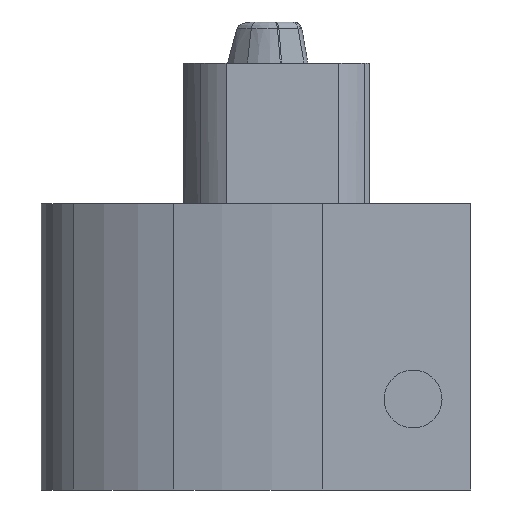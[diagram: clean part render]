
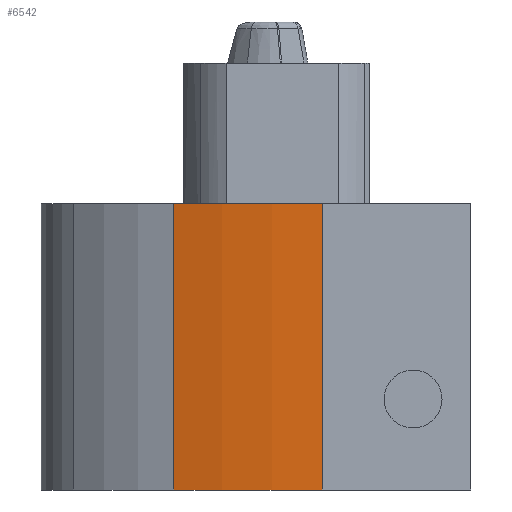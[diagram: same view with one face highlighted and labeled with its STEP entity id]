
A CAD part, left-side view. The second image highlights one B-rep face of the part: STEP entity #6542.
In plain terms, the highlighted cylindrical face has radius 30.7 mm (diameter 61.4 mm), a partial arc.
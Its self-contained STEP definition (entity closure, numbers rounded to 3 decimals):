
#147 = VERTEX_POINT ( 'NONE', #6055 ) ;
#184 = VERTEX_POINT ( 'NONE', #8965 ) ;
#321 = CIRCLE ( 'NONE', #8649, 30.7 ) ;
#980 = ORIENTED_EDGE ( 'NONE', *, *, #7454, .F. ) ;
#1380 = CARTESIAN_POINT ( 'NONE',  ( 21.5, 9., 17.3 ) ) ;
#1434 = VECTOR ( 'NONE', #8015, 1000. ) ;
#1875 = LINE ( 'NONE', #7590, #4495 ) ;
#2122 = CIRCLE ( 'NONE', #9055, 30.7 ) ;
#2254 = EDGE_CURVE ( 'NONE', #184, #7819, #2122, .T. ) ;
#3262 = CARTESIAN_POINT ( 'NONE',  ( 21.5, 9., 0. ) ) ;
#3379 = EDGE_CURVE ( 'NONE', #7289, #7819, #1875, .T. ) ;
#3726 = DIRECTION ( 'NONE',  ( 0., 0., -1. ) ) ;
#4087 = DIRECTION ( 'NONE',  ( -1., 0., 0. ) ) ;
#4495 = VECTOR ( 'NONE', #6659, 1000. ) ;
#5043 = ORIENTED_EDGE ( 'NONE', *, *, #3379, .T. ) ;
#5169 = DIRECTION ( 'NONE',  ( 0., 0., 1. ) ) ;
#5661 = EDGE_CURVE ( 'NONE', #147, #7289, #321, .T. ) ;
#6055 = CARTESIAN_POINT ( 'NONE',  ( -7.859, 17.976, 0. ) ) ;
#6451 = FACE_OUTER_BOUND ( 'NONE', #12059, .T. ) ;
#6542 = ADVANCED_FACE ( 'NONE', ( #6451 ), #9247, .T. ) ;
#6659 = DIRECTION ( 'NONE',  ( 0., 0., 1. ) ) ;
#6980 = CARTESIAN_POINT ( 'NONE',  ( -7.859, 17.976, 8.65 ) ) ;
#7289 = VERTEX_POINT ( 'NONE', #9289 ) ;
#7454 = EDGE_CURVE ( 'NONE', #147, #184, #8834, .T. ) ;
#7590 = CARTESIAN_POINT ( 'NONE',  ( -9.2, 9., 8.65 ) ) ;
#7819 = VERTEX_POINT ( 'NONE', #10707 ) ;
#8015 = DIRECTION ( 'NONE',  ( 0., 0., 1. ) ) ;
#8156 = ORIENTED_EDGE ( 'NONE', *, *, #2254, .F. ) ;
#8431 = CARTESIAN_POINT ( 'NONE',  ( 21.5, 9., 17.3 ) ) ;
#8649 = AXIS2_PLACEMENT_3D ( 'NONE', #3262, #11613, #4087 ) ;
#8737 = AXIS2_PLACEMENT_3D ( 'NONE', #8431, #3726, #10250 ) ;
#8834 = LINE ( 'NONE', #6980, #1434 ) ;
#8955 = DIRECTION ( 'NONE',  ( -1., 0., 0. ) ) ;
#8965 = CARTESIAN_POINT ( 'NONE',  ( -7.859, 17.976, 17.3 ) ) ;
#9055 = AXIS2_PLACEMENT_3D ( 'NONE', #1380, #5169, #8955 ) ;
#9247 = CYLINDRICAL_SURFACE ( 'NONE', #8737, 30.7 ) ;
#9289 = CARTESIAN_POINT ( 'NONE',  ( -9.2, 9., 0. ) ) ;
#10250 = DIRECTION ( 'NONE',  ( -1., 0., 0. ) ) ;
#10707 = CARTESIAN_POINT ( 'NONE',  ( -9.2, 9., 17.3 ) ) ;
#10992 = ORIENTED_EDGE ( 'NONE', *, *, #5661, .T. ) ;
#11613 = DIRECTION ( 'NONE',  ( 0., 0., 1. ) ) ;
#12059 = EDGE_LOOP ( 'NONE', ( #5043, #8156, #980, #10992 ) ) ;
